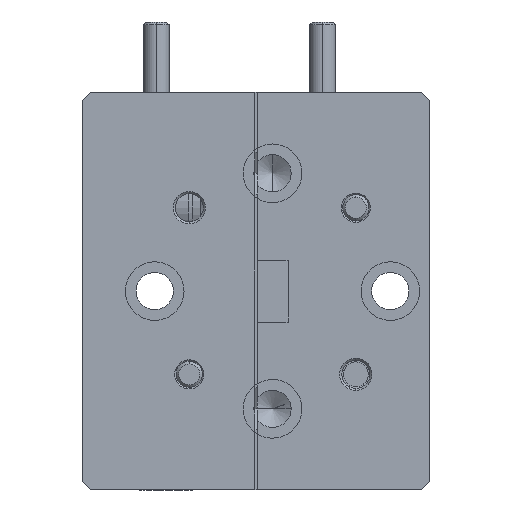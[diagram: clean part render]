
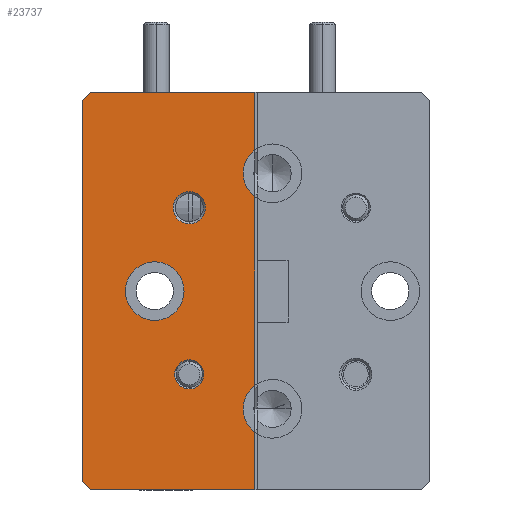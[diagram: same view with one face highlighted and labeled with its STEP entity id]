
A CAD part, left-side view. The second image highlights one B-rep face of the part: STEP entity #23737.
In plain terms, the highlighted planar face has unit normal (-1, 0, 0).
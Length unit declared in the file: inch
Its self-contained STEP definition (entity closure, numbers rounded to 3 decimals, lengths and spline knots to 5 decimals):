
#105 = DIRECTION ( 'NONE',  ( 0., 0., 1. ) ) ;
#408 = CARTESIAN_POINT ( 'NONE',  ( -1.8, 0.412, 0.475 ) ) ;
#421 = EDGE_CURVE ( 'NONE', #55248, #51154, #21503, .T. ) ;
#586 = EDGE_LOOP ( 'NONE', ( #5571, #61835 ) ) ;
#1251 = EDGE_CURVE ( 'NONE', #46940, #26656, #53740, .T. ) ;
#1780 = CARTESIAN_POINT ( 'NONE',  ( -1.8, 0., -0.33725 ) ) ;
#1854 = AXIS2_PLACEMENT_3D ( 'NONE', #26082, #7372, #40787 ) ;
#1966 = EDGE_CURVE ( 'NONE', #32771, #41036, #14606, .T. ) ;
#2019 = VERTEX_POINT ( 'NONE', #1780 ) ;
#2184 = AXIS2_PLACEMENT_3D ( 'NONE', #47338, #23385, #37025 ) ;
#3747 = VECTOR ( 'NONE', #105, 39.37008 ) ;
#3828 = DIRECTION ( 'NONE',  ( -1., 0., 0. ) ) ;
#4558 = VERTEX_POINT ( 'NONE', #37608 ) ;
#5320 = EDGE_LOOP ( 'NONE', ( #49255, #19397 ) ) ;
#5571 = ORIENTED_EDGE ( 'NONE', *, *, #21013, .F. ) ;
#6137 = CARTESIAN_POINT ( 'NONE',  ( -1.8, 0.412, -0.455 ) ) ;
#6541 = EDGE_CURVE ( 'NONE', #32771, #55408, #46289, .T. ) ;
#6760 = ORIENTED_EDGE ( 'NONE', *, *, #9849, .F. ) ;
#6847 = AXIS2_PLACEMENT_3D ( 'NONE', #29814, #58864, #30022 ) ;
#6928 = LINE ( 'NONE', #14572, #14336 ) ;
#6999 = CARTESIAN_POINT ( 'NONE',  ( -1.8, 0., 0.22525 ) ) ;
#7192 = EDGE_CURVE ( 'NONE', #17875, #54847, #58987, .T. ) ;
#7341 = CARTESIAN_POINT ( 'NONE',  ( -1.8, 0.412, 0.475 ) ) ;
#7372 = DIRECTION ( 'NONE',  ( -1., 0., 0. ) ) ;
#7570 = CARTESIAN_POINT ( 'NONE',  ( -1.8, 0., -0.475 ) ) ;
#7632 = CARTESIAN_POINT ( 'NONE',  ( -1.8, 0.412, -0.455 ) ) ;
#8202 = CARTESIAN_POINT ( 'NONE',  ( -1.8, 0.412, 0.475 ) ) ;
#9849 = EDGE_CURVE ( 'NONE', #53593, #46940, #20387, .T. ) ;
#9944 = LINE ( 'NONE', #7341, #21076 ) ;
#10645 = CARTESIAN_POINT ( 'NONE',  ( -1.8, 0.15687, 0.23737 ) ) ;
#11454 = EDGE_CURVE ( 'NONE', #41036, #57346, #9944, .T. ) ;
#13578 = DIRECTION ( 'NONE',  ( 1., 0., 0. ) ) ;
#13772 = CARTESIAN_POINT ( 'NONE',  ( -1.8, 0.15687, -0.19887 ) ) ;
#14220 = ORIENTED_EDGE ( 'NONE', *, *, #1251, .F. ) ;
#14336 = VECTOR ( 'NONE', #19574, 39.37008 ) ;
#14572 = CARTESIAN_POINT ( 'NONE',  ( -1.8, 0., 0.475 ) ) ;
#14606 = LINE ( 'NONE', #40198, #61197 ) ;
#15127 = FACE_OUTER_BOUND ( 'NONE', #16902, .T. ) ;
#16629 = VERTEX_POINT ( 'NONE', #7570 ) ;
#16786 = EDGE_LOOP ( 'NONE', ( #38459, #24542 ) ) ;
#16902 = EDGE_LOOP ( 'NONE', ( #49350, #42589, #53311, #59862, #20926, #52954, #14220, #6760, #59552, #61440 ) ) ;
#17859 = VECTOR ( 'NONE', #36221, 39.37008 ) ;
#17875 = VERTEX_POINT ( 'NONE', #10645 ) ;
#18413 = DIRECTION ( 'NONE',  ( -1., 0., 0. ) ) ;
#19174 = VECTOR ( 'NONE', #52522, 39.37008 ) ;
#19397 = ORIENTED_EDGE ( 'NONE', *, *, #421, .F. ) ;
#19574 = DIRECTION ( 'NONE',  ( 0., 0., 1. ) ) ;
#20101 = AXIS2_PLACEMENT_3D ( 'NONE', #47121, #28003, #56833 ) ;
#20387 = LINE ( 'NONE', #6137, #60244 ) ;
#20616 = CARTESIAN_POINT ( 'NONE',  ( -1.8, 0., 0.475 ) ) ;
#20926 = ORIENTED_EDGE ( 'NONE', *, *, #11454, .T. ) ;
#21013 = EDGE_CURVE ( 'NONE', #56596, #4558, #32823, .T. ) ;
#21076 = VECTOR ( 'NONE', #35692, 39.37008 ) ;
#21503 = CIRCLE ( 'NONE', #35054, 0.03475 ) ;
#22321 = DIRECTION ( 'NONE',  ( 0., 0., -1. ) ) ;
#22325 = AXIS2_PLACEMENT_3D ( 'NONE', #13772, #3828, #61839 ) ;
#22655 = FACE_BOUND ( 'NONE', #586, .T. ) ;
#22995 = CIRCLE ( 'NONE', #22325, 0.03475 ) ;
#23385 = DIRECTION ( 'NONE',  ( -1., 0., 0. ) ) ;
#23737 = ADVANCED_FACE ( 'NONE', ( #15127, #35390, #51953, #22655 ), #56604, .F. ) ;
#24463 = VERTEX_POINT ( 'NONE', #34141 ) ;
#24542 = ORIENTED_EDGE ( 'NONE', *, *, #30706, .F. ) ;
#24626 = CARTESIAN_POINT ( 'NONE',  ( -1.8, 0.412, 0.455 ) ) ;
#24667 = EDGE_CURVE ( 'NONE', #16629, #2019, #6928, .T. ) ;
#26082 = CARTESIAN_POINT ( 'NONE',  ( -1.8, 0.15687, 0.19887 ) ) ;
#26656 = VERTEX_POINT ( 'NONE', #35588 ) ;
#26787 = CARTESIAN_POINT ( 'NONE',  ( -1.8, 0.412, -0.475 ) ) ;
#27831 = EDGE_CURVE ( 'NONE', #51154, #55248, #22995, .T. ) ;
#28003 = DIRECTION ( 'NONE',  ( -1., 0., 0. ) ) ;
#29814 = CARTESIAN_POINT ( 'NONE',  ( -1.8, -0.042, -0.28125 ) ) ;
#30022 = DIRECTION ( 'NONE',  ( 0., 0., 1. ) ) ;
#30297 = DIRECTION ( 'NONE',  ( 0., 0., 1. ) ) ;
#30706 = EDGE_CURVE ( 'NONE', #54847, #17875, #52554, .T. ) ;
#30904 = CARTESIAN_POINT ( 'NONE',  ( -1.8, 0.15687, -0.19887 ) ) ;
#31422 = CARTESIAN_POINT ( 'NONE',  ( -1.8, 0.392, 0.475 ) ) ;
#32771 = VERTEX_POINT ( 'NONE', #50562 ) ;
#32823 = CIRCLE ( 'NONE', #47381, 0.07 ) ;
#32944 = CIRCLE ( 'NONE', #20101, 0.07 ) ;
#33023 = CARTESIAN_POINT ( 'NONE',  ( -1.8, 0.23925, 0.07 ) ) ;
#33620 = LINE ( 'NONE', #26787, #17859 ) ;
#33666 = LINE ( 'NONE', #47365, #3747 ) ;
#34141 = CARTESIAN_POINT ( 'NONE',  ( -1.8, 0., -0.22525 ) ) ;
#35054 = AXIS2_PLACEMENT_3D ( 'NONE', #30904, #59759, #59550 ) ;
#35390 = FACE_BOUND ( 'NONE', #16786, .T. ) ;
#35588 = CARTESIAN_POINT ( 'NONE',  ( -1.8, 0.412, 0.455 ) ) ;
#35692 = DIRECTION ( 'NONE',  ( 0., 1., 0. ) ) ;
#36221 = DIRECTION ( 'NONE',  ( 0., 1., 0. ) ) ;
#37025 = DIRECTION ( 'NONE',  ( 0., 0., 1. ) ) ;
#37608 = CARTESIAN_POINT ( 'NONE',  ( -1.8, 0.23925, -0.07 ) ) ;
#38459 = ORIENTED_EDGE ( 'NONE', *, *, #7192, .F. ) ;
#40198 = CARTESIAN_POINT ( 'NONE',  ( -1.8, 0., 0.475 ) ) ;
#40341 = CARTESIAN_POINT ( 'NONE',  ( -1.8, 0.392, -0.475 ) ) ;
#40771 = EDGE_CURVE ( 'NONE', #4558, #56596, #32944, .T. ) ;
#40787 = DIRECTION ( 'NONE',  ( 0., 0., 1. ) ) ;
#41036 = VERTEX_POINT ( 'NONE', #20616 ) ;
#41427 = EDGE_CURVE ( 'NONE', #24463, #55408, #33666, .T. ) ;
#42589 = ORIENTED_EDGE ( 'NONE', *, *, #41427, .T. ) ;
#42645 = CARTESIAN_POINT ( 'NONE',  ( -1.8, 0.15687, 0.16037 ) ) ;
#44815 = DIRECTION ( 'NONE',  ( 0., 0.707, 0.707 ) ) ;
#46114 = CARTESIAN_POINT ( 'NONE',  ( -1.8, 0.15687, -0.16412 ) ) ;
#46289 = CIRCLE ( 'NONE', #53541, 0.07 ) ;
#46720 = LINE ( 'NONE', #24626, #59531 ) ;
#46940 = VERTEX_POINT ( 'NONE', #7632 ) ;
#47121 = CARTESIAN_POINT ( 'NONE',  ( -1.8, 0.23925, 0. ) ) ;
#47153 = CARTESIAN_POINT ( 'NONE',  ( -1.8, 0.23925, 0. ) ) ;
#47324 = EDGE_CURVE ( 'NONE', #26656, #57346, #46720, .T. ) ;
#47338 = CARTESIAN_POINT ( 'NONE',  ( -1.8, 0.15687, 0.19887 ) ) ;
#47365 = CARTESIAN_POINT ( 'NONE',  ( -1.8, 0., 0.475 ) ) ;
#47381 = AXIS2_PLACEMENT_3D ( 'NONE', #47153, #61873, #51779 ) ;
#49255 = ORIENTED_EDGE ( 'NONE', *, *, #27831, .F. ) ;
#49350 = ORIENTED_EDGE ( 'NONE', *, *, #56850, .F. ) ;
#49385 = DIRECTION ( 'NONE',  ( 0., -0.707, 0.707 ) ) ;
#50562 = CARTESIAN_POINT ( 'NONE',  ( -1.8, 0., 0.33725 ) ) ;
#51154 = VERTEX_POINT ( 'NONE', #46114 ) ;
#51779 = DIRECTION ( 'NONE',  ( 0., 0., 1. ) ) ;
#51953 = FACE_BOUND ( 'NONE', #5320, .T. ) ;
#52099 = EDGE_CURVE ( 'NONE', #16629, #53593, #33620, .T. ) ;
#52421 = DIRECTION ( 'NONE',  ( 0., 0., 1. ) ) ;
#52522 = DIRECTION ( 'NONE',  ( 0., 0., 1. ) ) ;
#52554 = CIRCLE ( 'NONE', #2184, 0.0385 ) ;
#52954 = ORIENTED_EDGE ( 'NONE', *, *, #47324, .F. ) ;
#53311 = ORIENTED_EDGE ( 'NONE', *, *, #6541, .F. ) ;
#53541 = AXIS2_PLACEMENT_3D ( 'NONE', #61900, #18413, #52421 ) ;
#53583 = CIRCLE ( 'NONE', #6847, 0.07 ) ;
#53593 = VERTEX_POINT ( 'NONE', #40341 ) ;
#53740 = LINE ( 'NONE', #408, #19174 ) ;
#54847 = VERTEX_POINT ( 'NONE', #42645 ) ;
#55248 = VERTEX_POINT ( 'NONE', #61306 ) ;
#55408 = VERTEX_POINT ( 'NONE', #6999 ) ;
#56596 = VERTEX_POINT ( 'NONE', #33023 ) ;
#56604 = PLANE ( 'NONE',  #57624 ) ;
#56833 = DIRECTION ( 'NONE',  ( 0., 0., 1. ) ) ;
#56850 = EDGE_CURVE ( 'NONE', #24463, #2019, #53583, .T. ) ;
#57346 = VERTEX_POINT ( 'NONE', #31422 ) ;
#57624 = AXIS2_PLACEMENT_3D ( 'NONE', #8202, #13578, #22321 ) ;
#58864 = DIRECTION ( 'NONE',  ( -1., 0., 0. ) ) ;
#58987 = CIRCLE ( 'NONE', #1854, 0.0385 ) ;
#59531 = VECTOR ( 'NONE', #49385, 39.37008 ) ;
#59550 = DIRECTION ( 'NONE',  ( 0., 0., 1. ) ) ;
#59552 = ORIENTED_EDGE ( 'NONE', *, *, #52099, .F. ) ;
#59759 = DIRECTION ( 'NONE',  ( -1., 0., 0. ) ) ;
#59862 = ORIENTED_EDGE ( 'NONE', *, *, #1966, .T. ) ;
#60244 = VECTOR ( 'NONE', #44815, 39.37008 ) ;
#61197 = VECTOR ( 'NONE', #30297, 39.37008 ) ;
#61306 = CARTESIAN_POINT ( 'NONE',  ( -1.8, 0.15687, -0.23362 ) ) ;
#61440 = ORIENTED_EDGE ( 'NONE', *, *, #24667, .T. ) ;
#61835 = ORIENTED_EDGE ( 'NONE', *, *, #40771, .F. ) ;
#61839 = DIRECTION ( 'NONE',  ( 0., 0., 1. ) ) ;
#61873 = DIRECTION ( 'NONE',  ( -1., 0., 0. ) ) ;
#61900 = CARTESIAN_POINT ( 'NONE',  ( -1.8, -0.042, 0.28125 ) ) ;
